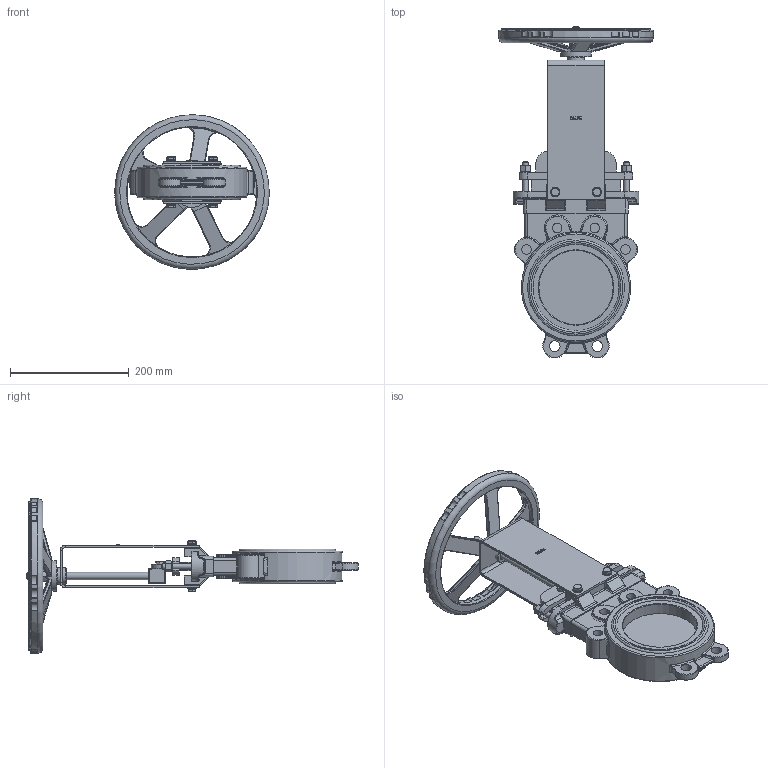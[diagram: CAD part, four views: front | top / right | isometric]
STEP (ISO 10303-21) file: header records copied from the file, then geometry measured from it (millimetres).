
FILE_DESCRIPTION(/* description */ (''),/* implementation_level */ '2;1');
FILE_NAME(/* name */ 'DN125_3D_STEP.stp',/* time_stamp */ '2025-09-04T14:28:11+03:00',/* author */ ('igorr'),/* organization */ (''),/* preprocessor_version */ 'ST-DEVELOPER v20',/* originating_system */ 'Autodesk Inventor 2025',/* authorisation */ '');
FILE_SCHEMA (('AUTOMOTIVE_DESIGN { 1 0 10303 214 3 1 1 }'));
Products named in the file (10): Сборка1; Деталь1; AS 1237 - 10; ANSI B18.2.4.2M - M10x1,5; ANSI B18.2.4.2M - M10x1,5_1; Деталь2; ANSI B18.2.4.2M - M12x1,75; Деталь 2; DIN 126 - 9; AS 1110 - M8 x 12
Assembly tree (18 placements, depth 2):
  Сборка1
    Деталь1
    AS 1237 - 10  x2
    ANSI B18.2.4.2M - M10x1,5
    ANSI B18.2.4.2M - M10x1,5_1
    AS 1110 - M8 x 12  x6
    Деталь2
    ANSI B18.2.4.2M - M12x1,75
    Деталь 2
    DIN 126 - 9  x4
Bounding box: 260 x 558.6 x 260 mm (x, y, z)
Volume: 2476317.7 mm3; surface area: 434462.6 mm2
Topology: 19 solids, 19 shells, 1640 faces, 3917 edges, 2333 vertices
Faces by surface type: plane 524, cylinder 425, torus 304, bspline 225, cone 93, sphere 69
Full cylindrical faces by diameter (mm): 8 x8, 8.376 x2, 9 x10, 10.106 x1, 10.5 x2, 12 x4, 13 x7, 16 x12, 18 x4, 27 x1, 52 x1, 125 x2, 184 x1, 218.4 x1, 226.72 x1, 251.68 x1, 260 x1
Entity records: 55026 total; most frequent: CARTESIAN_POINT 19010, DIRECTION 7261, ORIENTED_EDGE 7226, EDGE_CURVE 3613, AXIS2_PLACEMENT_3D 2976, VERTEX_POINT 2167, EDGE_LOOP 1588, CIRCLE 1585
